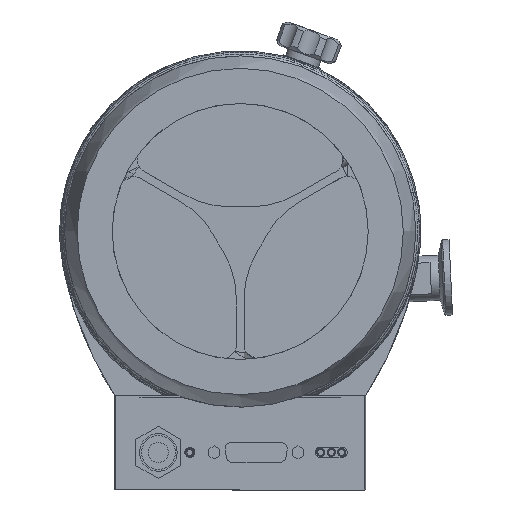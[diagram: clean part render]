
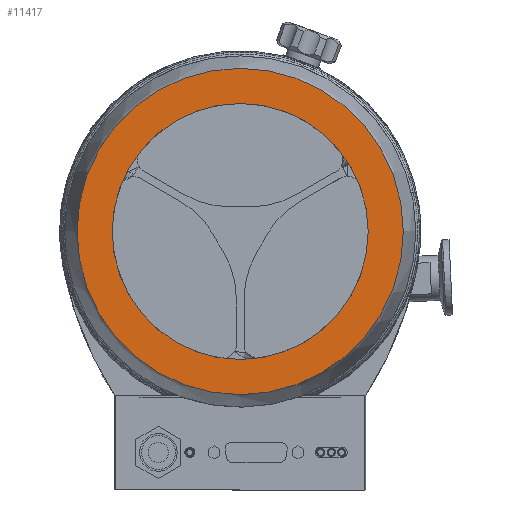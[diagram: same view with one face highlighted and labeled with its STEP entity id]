
A CAD part, front view. The second image highlights one B-rep face of the part: STEP entity #11417.
In plain terms, the highlighted planar face has unit normal (0, -1, 0).
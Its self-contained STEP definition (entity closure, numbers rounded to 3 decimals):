
#11374=CARTESIAN_POINT('',(51.,-195.,0.));
#11375=VERTEX_POINT('',#11374);
#11376=CARTESIAN_POINT('',(0.,-195.,0.));
#11377=DIRECTION('',(0.0,1.0,0.0));
#11378=DIRECTION('',(1.0,0.0,0.0));
#11379=AXIS2_PLACEMENT_3D('',#11376,#11377,#11378);
#11380=CIRCLE('',#11379,51.0);
#11381=EDGE_CURVE('',#11375,#11375,#11380,.T.);
#11394=CARTESIAN_POINT('',(-65.,-195.,0.));
#11395=VERTEX_POINT('',#11394);
#11396=CARTESIAN_POINT('',(0.,-195.,0.));
#11397=DIRECTION('',(0.0,-1.0,0.0));
#11398=DIRECTION('',(-1.0,0.0,0.0));
#11399=AXIS2_PLACEMENT_3D('',#11396,#11397,#11398);
#11400=CIRCLE('',#11399,65.0);
#11401=EDGE_CURVE('',#11395,#11395,#11400,.T.);
#11406=CARTESIAN_POINT('',(-36.,-195.,0.));
#11407=DIRECTION('',(0.0,-1.0,0.0));
#11408=DIRECTION('',(0.0,0.0,1.0));
#11409=AXIS2_PLACEMENT_3D('',#11406,#11407,#11408);
#11410=PLANE('',#11409);
#11411=ORIENTED_EDGE('',*,*,#11401,.T.);
#11412=EDGE_LOOP('',(#11411));
#11413=FACE_OUTER_BOUND('',#11412,.T.);
#11414=ORIENTED_EDGE('',*,*,#11381,.T.);
#11415=EDGE_LOOP('',(#11414));
#11416=FACE_BOUND('',#11415,.T.);
#11417=ADVANCED_FACE('',(#11413,#11416),#11410,.T.);
